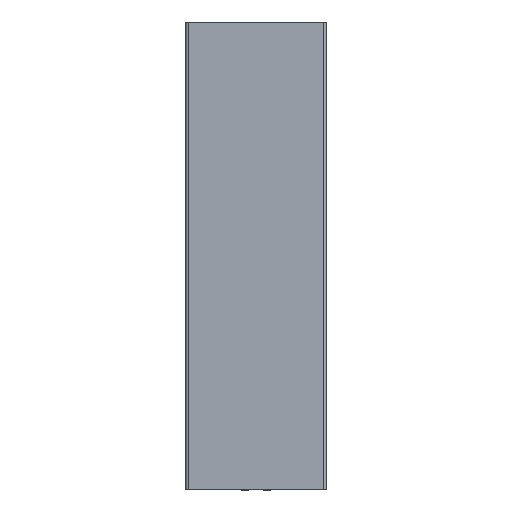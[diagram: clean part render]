
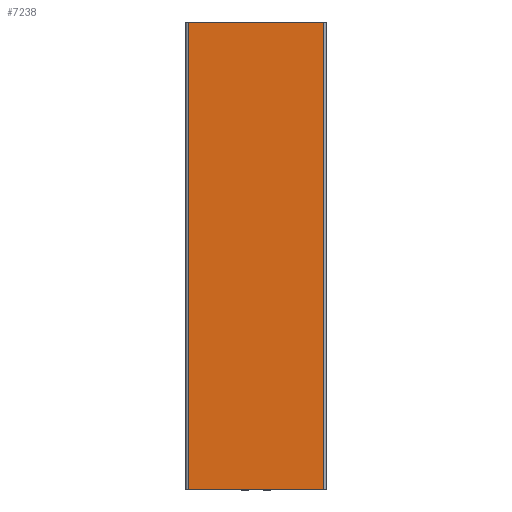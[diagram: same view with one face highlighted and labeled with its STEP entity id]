
A CAD part, top view. The second image highlights one B-rep face of the part: STEP entity #7238.
In plain terms, the highlighted planar face has unit normal (0, 0, 1).
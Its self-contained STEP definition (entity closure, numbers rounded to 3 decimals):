
#44 = PLANE('',#45);
#45 = AXIS2_PLACEMENT_3D('',#46,#47,#48);
#46 = CARTESIAN_POINT('',(0.,0.,
    30.911));
#47 = DIRECTION('',(0.,1.,0.));
#48 = DIRECTION('',(0.,0.,1.));
#100 = PLANE('',#101);
#101 = AXIS2_PLACEMENT_3D('',#102,#103,#104);
#102 = CARTESIAN_POINT('',(0.,-100.,30.911));
#103 = DIRECTION('',(0.,1.,0.));
#104 = DIRECTION('',(0.,0.,1.));
#1253 = VERTEX_POINT('',#1254);
#1254 = CARTESIAN_POINT('',(-14.5,0.,47.2));
#1269 = CYLINDRICAL_SURFACE('',#1270,0.5);
#1270 = AXIS2_PLACEMENT_3D('',#1271,#1272,#1273);
#1271 = CARTESIAN_POINT('',(-14.5,0.,46.7));
#1272 = DIRECTION('',(0.,-1.,0.));
#1273 = DIRECTION('',(-1.,0.,0.));
#1280 = EDGE_CURVE('',#1253,#1281,#1283,.T.);
#1281 = VERTEX_POINT('',#1282);
#1282 = CARTESIAN_POINT('',(14.5,0.,47.2));
#1283 = SURFACE_CURVE('',#1284,(#1288,#1295),.PCURVE_S1.);
#1284 = LINE('',#1285,#1286);
#1285 = CARTESIAN_POINT('',(-15.,0.,47.2));
#1286 = VECTOR('',#1287,1.);
#1287 = DIRECTION('',(1.,0.,0.));
#1288 = PCURVE('',#44,#1289);
#1289 = DEFINITIONAL_REPRESENTATION('',(#1290),#1294);
#1290 = LINE('',#1291,#1292);
#1291 = CARTESIAN_POINT('',(16.289,-15.));
#1292 = VECTOR('',#1293,1.);
#1293 = DIRECTION('',(0.,1.));
#1294 = ( GEOMETRIC_REPRESENTATION_CONTEXT(2) 
PARAMETRIC_REPRESENTATION_CONTEXT() REPRESENTATION_CONTEXT('2D SPACE',''
  ) );
#1295 = PCURVE('',#1296,#1301);
#1296 = PLANE('',#1297);
#1297 = AXIS2_PLACEMENT_3D('',#1298,#1299,#1300);
#1298 = CARTESIAN_POINT('',(0.,-50.,47.2));
#1299 = DIRECTION('',(0.,0.,1.));
#1300 = DIRECTION('',(0.,-1.,0.));
#1301 = DEFINITIONAL_REPRESENTATION('',(#1302),#1306);
#1302 = LINE('',#1303,#1304);
#1303 = CARTESIAN_POINT('',(-50.,-15.));
#1304 = VECTOR('',#1305,1.);
#1305 = DIRECTION('',(0.,1.));
#1306 = ( GEOMETRIC_REPRESENTATION_CONTEXT(2) 
PARAMETRIC_REPRESENTATION_CONTEXT() REPRESENTATION_CONTEXT('2D SPACE',''
  ) );
#1329 = CYLINDRICAL_SURFACE('',#1330,0.5);
#1330 = AXIS2_PLACEMENT_3D('',#1331,#1332,#1333);
#1331 = CARTESIAN_POINT('',(14.5,0.,46.7));
#1332 = DIRECTION('',(0.,-1.,0.));
#1333 = DIRECTION('',(1.,0.,0.));
#3862 = VERTEX_POINT('',#3863);
#3863 = CARTESIAN_POINT('',(-14.5,-100.,47.2));
#3884 = EDGE_CURVE('',#3862,#3885,#3887,.T.);
#3885 = VERTEX_POINT('',#3886);
#3886 = CARTESIAN_POINT('',(14.5,-100.,47.2));
#3887 = SURFACE_CURVE('',#3888,(#3892,#3899),.PCURVE_S1.);
#3888 = LINE('',#3889,#3890);
#3889 = CARTESIAN_POINT('',(0.,-100.,47.2));
#3890 = VECTOR('',#3891,1.);
#3891 = DIRECTION('',(1.,0.,0.));
#3892 = PCURVE('',#100,#3893);
#3893 = DEFINITIONAL_REPRESENTATION('',(#3894),#3898);
#3894 = LINE('',#3895,#3896);
#3895 = CARTESIAN_POINT('',(16.289,0.));
#3896 = VECTOR('',#3897,1.);
#3897 = DIRECTION('',(0.,1.));
#3898 = ( GEOMETRIC_REPRESENTATION_CONTEXT(2) 
PARAMETRIC_REPRESENTATION_CONTEXT() REPRESENTATION_CONTEXT('2D SPACE',''
  ) );
#3899 = PCURVE('',#1296,#3900);
#3900 = DEFINITIONAL_REPRESENTATION('',(#3901),#3905);
#3901 = LINE('',#3902,#3903);
#3902 = CARTESIAN_POINT('',(50.,0.));
#3903 = VECTOR('',#3904,1.);
#3904 = DIRECTION('',(0.,1.));
#3905 = ( GEOMETRIC_REPRESENTATION_CONTEXT(2) 
PARAMETRIC_REPRESENTATION_CONTEXT() REPRESENTATION_CONTEXT('2D SPACE',''
  ) );
#7191 = EDGE_CURVE('',#1253,#3862,#7192,.T.);
#7192 = SURFACE_CURVE('',#7193,(#7197,#7203),.PCURVE_S1.);
#7193 = LINE('',#7194,#7195);
#7194 = CARTESIAN_POINT('',(-14.5,0.,47.2));
#7195 = VECTOR('',#7196,1.);
#7196 = DIRECTION('',(0.,-1.,0.));
#7197 = PCURVE('',#1269,#7198);
#7198 = DEFINITIONAL_REPRESENTATION('',(#7199),#7202);
#7199 = B_SPLINE_CURVE_WITH_KNOTS('',1,(#7200,#7201),.UNSPECIFIED.,.F.,
  .F.,(2,2),(0.,100.),.PIECEWISE_BEZIER_KNOTS.);
#7200 = CARTESIAN_POINT('',(-1.571,0.));
#7201 = CARTESIAN_POINT('',(-1.571,100.));
#7202 = ( GEOMETRIC_REPRESENTATION_CONTEXT(2) 
PARAMETRIC_REPRESENTATION_CONTEXT() REPRESENTATION_CONTEXT('2D SPACE',''
  ) );
#7203 = PCURVE('',#1296,#7204);
#7204 = DEFINITIONAL_REPRESENTATION('',(#7205),#7209);
#7205 = LINE('',#7206,#7207);
#7206 = CARTESIAN_POINT('',(-50.,-14.5));
#7207 = VECTOR('',#7208,1.);
#7208 = DIRECTION('',(1.,0.));
#7209 = ( GEOMETRIC_REPRESENTATION_CONTEXT(2) 
PARAMETRIC_REPRESENTATION_CONTEXT() REPRESENTATION_CONTEXT('2D SPACE',''
  ) );
#7238 = ADVANCED_FACE('',(#7239),#1296,.T.);
#7239 = FACE_BOUND('',#7240,.T.);
#7240 = EDGE_LOOP('',(#7241,#7242,#7262,#7263));
#7241 = ORIENTED_EDGE('',*,*,#3884,.T.);
#7242 = ORIENTED_EDGE('',*,*,#7243,.F.);
#7243 = EDGE_CURVE('',#1281,#3885,#7244,.T.);
#7244 = SURFACE_CURVE('',#7245,(#7249,#7256),.PCURVE_S1.);
#7245 = LINE('',#7246,#7247);
#7246 = CARTESIAN_POINT('',(14.5,0.,47.2));
#7247 = VECTOR('',#7248,1.);
#7248 = DIRECTION('',(0.,-1.,0.));
#7249 = PCURVE('',#1296,#7250);
#7250 = DEFINITIONAL_REPRESENTATION('',(#7251),#7255);
#7251 = LINE('',#7252,#7253);
#7252 = CARTESIAN_POINT('',(-50.,14.5));
#7253 = VECTOR('',#7254,1.);
#7254 = DIRECTION('',(1.,0.));
#7255 = ( GEOMETRIC_REPRESENTATION_CONTEXT(2) 
PARAMETRIC_REPRESENTATION_CONTEXT() REPRESENTATION_CONTEXT('2D SPACE',''
  ) );
#7256 = PCURVE('',#1329,#7257);
#7257 = DEFINITIONAL_REPRESENTATION('',(#7258),#7261);
#7258 = B_SPLINE_CURVE_WITH_KNOTS('',1,(#7259,#7260),.UNSPECIFIED.,.F.,
  .F.,(2,2),(0.,100.),.PIECEWISE_BEZIER_KNOTS.);
#7259 = CARTESIAN_POINT('',(1.571,0.));
#7260 = CARTESIAN_POINT('',(1.571,100.));
#7261 = ( GEOMETRIC_REPRESENTATION_CONTEXT(2) 
PARAMETRIC_REPRESENTATION_CONTEXT() REPRESENTATION_CONTEXT('2D SPACE',''
  ) );
#7262 = ORIENTED_EDGE('',*,*,#1280,.F.);
#7263 = ORIENTED_EDGE('',*,*,#7191,.T.);
